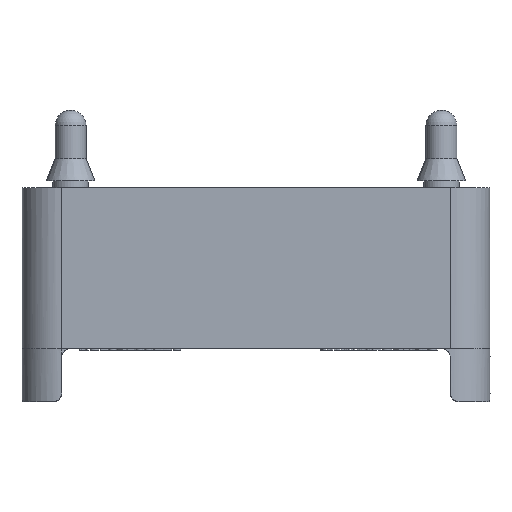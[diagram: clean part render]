
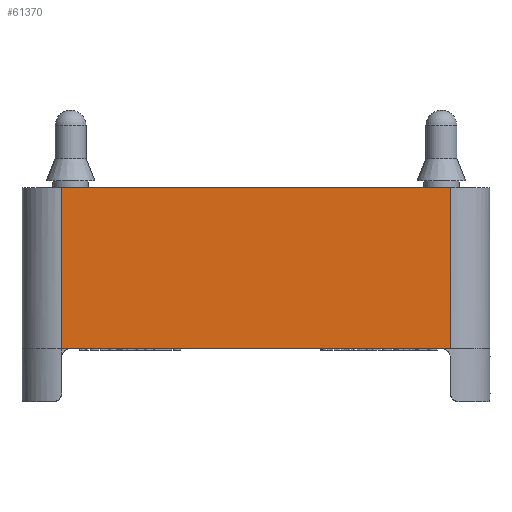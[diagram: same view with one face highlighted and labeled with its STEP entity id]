
A CAD part, front view. The second image highlights one B-rep face of the part: STEP entity #61370.
In plain terms, the highlighted planar face has unit normal (0, -1, 0).
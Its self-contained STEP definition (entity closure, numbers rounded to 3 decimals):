
#1123=CARTESIAN_POINT('',(-21.97,-26.5,-2.0));
#1124=VERTEX_POINT('',#1123);
#3639=CARTESIAN_POINT('',(21.97,-26.5,-2.0));
#3640=VERTEX_POINT('',#3639);
#3648=CARTESIAN_POINT('',(-21.97,-26.5,-2.0));
#3649=DIRECTION('',(1.0,0.0,0.0));
#3650=VECTOR('',#3649,43.94);
#3651=LINE('',#3648,#3650);
#3652=EDGE_CURVE('',#1124,#3640,#3651,.T.);
#60478=CARTESIAN_POINT('',(22.,-26.5,-2.0));
#60479=VERTEX_POINT('',#60478);
#60489=CARTESIAN_POINT('',(21.97,-26.5,-2.0));
#60490=DIRECTION('',(1.0,0.0,0.0));
#60491=VECTOR('',#60490,0.03);
#60492=LINE('',#60489,#60491);
#60493=EDGE_CURVE('',#3640,#60479,#60492,.T.);
#60556=CARTESIAN_POINT('',(-22.,-26.5,-2.0));
#60557=VERTEX_POINT('',#60556);
#60573=CARTESIAN_POINT('',(-22.,-26.5,-2.0));
#60574=DIRECTION('',(1.,0.,0.0));
#60575=VECTOR('',#60574,0.03);
#60576=LINE('',#60573,#60575);
#60577=EDGE_CURVE('',#60557,#1124,#60576,.T.);
#61338=CARTESIAN_POINT('',(22.,-26.5,-2.0));
#61339=DIRECTION('',(0.0,-1.0,0.0));
#61340=DIRECTION('',(0.0,0.0,-1.0));
#61341=AXIS2_PLACEMENT_3D('',#61338,#61339,#61340);
#61342=PLANE('',#61341);
#61343=ORIENTED_EDGE('',*,*,#60577,.T.);
#61344=ORIENTED_EDGE('',*,*,#3652,.T.);
#61345=ORIENTED_EDGE('',*,*,#60493,.T.);
#61346=CARTESIAN_POINT('',(22.,-26.5,16.25));
#61347=VERTEX_POINT('',#61346);
#61348=CARTESIAN_POINT('',(22.,-26.5,-2.0));
#61349=DIRECTION('',(0.0,0.0,1.0));
#61350=VECTOR('',#61349,18.25);
#61351=LINE('',#61348,#61350);
#61352=EDGE_CURVE('',#60479,#61347,#61351,.T.);
#61353=ORIENTED_EDGE('',*,*,#61352,.T.);
#61354=CARTESIAN_POINT('',(-22.,-26.5,16.25));
#61355=VERTEX_POINT('',#61354);
#61356=CARTESIAN_POINT('',(22.,-26.5,16.25));
#61357=DIRECTION('',(-1.0,0.0,0.0));
#61358=VECTOR('',#61357,44.0);
#61359=LINE('',#61356,#61358);
#61360=EDGE_CURVE('',#61347,#61355,#61359,.T.);
#61361=ORIENTED_EDGE('',*,*,#61360,.T.);
#61362=CARTESIAN_POINT('',(-22.,-26.5,-2.0));
#61363=DIRECTION('',(0.0,0.0,1.0));
#61364=VECTOR('',#61363,18.25);
#61365=LINE('',#61362,#61364);
#61366=EDGE_CURVE('',#60557,#61355,#61365,.T.);
#61367=ORIENTED_EDGE('',*,*,#61366,.F.);
#61368=EDGE_LOOP('',(#61343,#61344,#61345,#61353,#61361,#61367));
#61369=FACE_OUTER_BOUND('',#61368,.T.);
#61370=ADVANCED_FACE('',(#61369),#61342,.T.);
